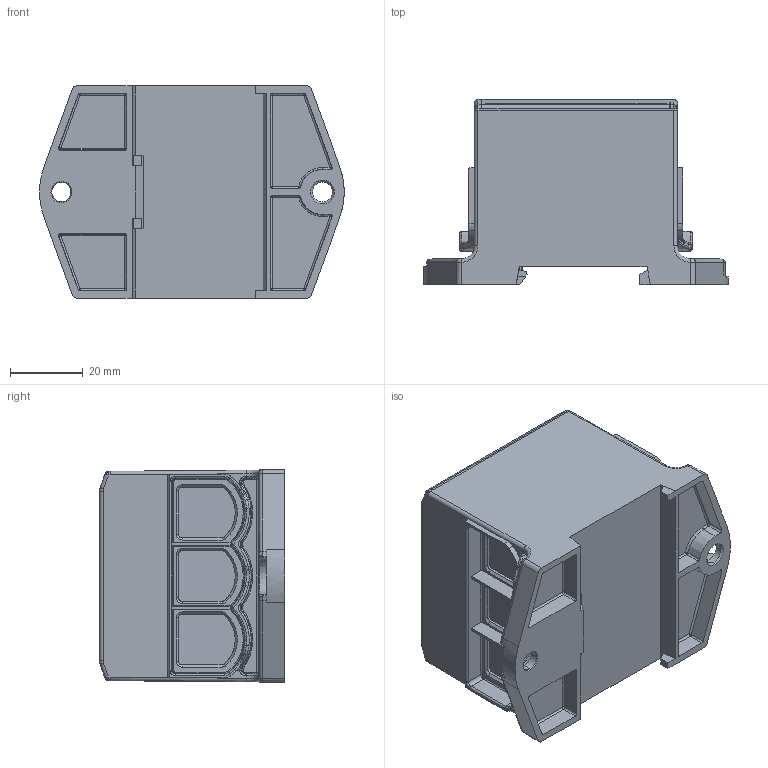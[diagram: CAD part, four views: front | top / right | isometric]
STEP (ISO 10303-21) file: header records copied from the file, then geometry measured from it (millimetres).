
FILE_DESCRIPTION(('Creo Elements/Direct Modeling STEP Export'),'2;1');
FILE_NAME('VC05-0238_OTL 3x95 Blue.stp','2023-03-03T14:42:49',(''),(''),'Creo Elements/Direct Modeling STEP processor for AP214 (Solid Model)','Creo Elements/Direct Modeling 20.1D 10-Oct-2020 (C) Parametric Technology GmbH','');
FILE_SCHEMA(('AUTOMOTIVE_DESIGN { 1 0 10303 214 1 1 1 1 }'));
Products named in the file (1): Kotelo_OTL_3x95_Grey.1
Bounding box: 83.95 x 51 x 58.54 mm (x, y, z)
Volume: 145617.7 mm3; surface area: 27388.6 mm2
Topology: 1 solids, 1 shells, 1785 faces, 4784 edges, 3035 vertices
Faces by surface type: plane 1141, cylinder 305, bspline 216, cone 76, torus 31, sphere 16
Entity records: 79685 total; most frequent: CARTESIAN_POINT 28583, ORIENTED_EDGE 9528, DIRECTION 7868, EDGE_CURVE 4764, VECTOR 3520, LINE 3520, VERTEX_POINT 3035, AXIS2_PLACEMENT_3D 2174
